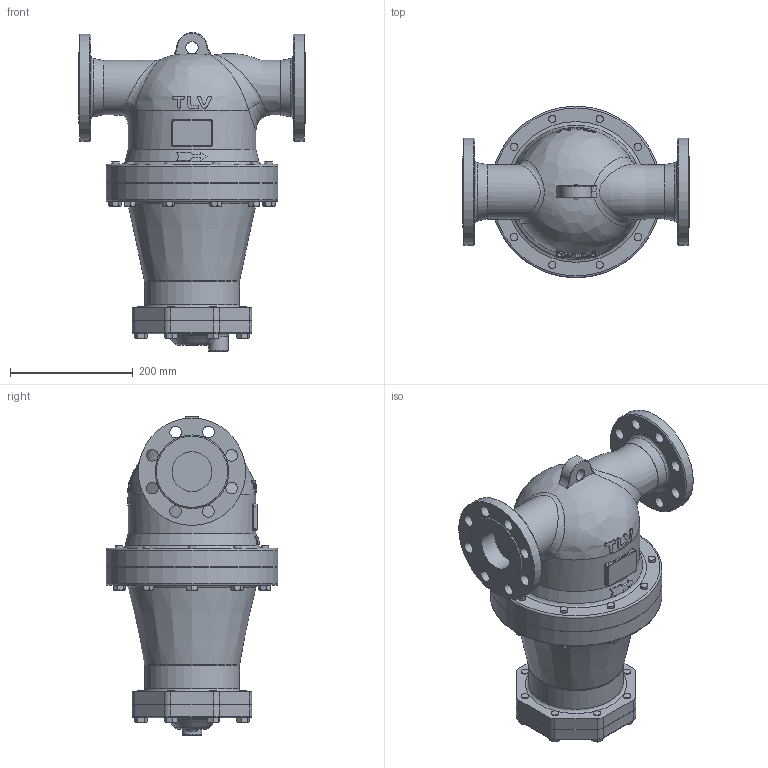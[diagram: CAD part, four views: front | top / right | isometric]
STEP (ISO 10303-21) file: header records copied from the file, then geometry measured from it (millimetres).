
FILE_DESCRIPTION((''),'2;1');
FILE_NAME('dc3s0-065-jis20-00.stp','2010-10-20T13:28:44',('nakaot'),(''),'Autodesk Inventor 2008','Autodesk Inventor 2008','');
FILE_SCHEMA(('AUTOMOTIVE_DESIGN { 1 0 10303 214 1 1 1 1 }'));
Length unit declared in the file: millimetre
Products named in the file (1): dc3s0-065-jis20-00
Bounding box: 370 x 280 x 519.96 mm (x, y, z)
Volume: 16302001.3 mm3; surface area: 684347.8 mm2
Topology: 1 solids, 1 shells, 576 faces, 1352 edges, 855 vertices
Faces by surface type: plane 248, cone 115, cylinder 114, bspline 79, torus 20
Full cylindrical faces by diameter (mm): 12 x36, 19 x8, 20 x1, 32 x1, 65 x1, 89 x1, 150 x1, 155 x1, 175 x1, 200 x1, 208 x1, 280 x2
Entity records: 30795 total; most frequent: CARTESIAN_POINT 18936, ORIENTED_EDGE 2420, DIRECTION 2297, EDGE_CURVE 1210, AXIS2_PLACEMENT_3D 955, EDGE_LOOP 826, VERTEX_POINT 816, FACE_OUTER_BOUND 576
